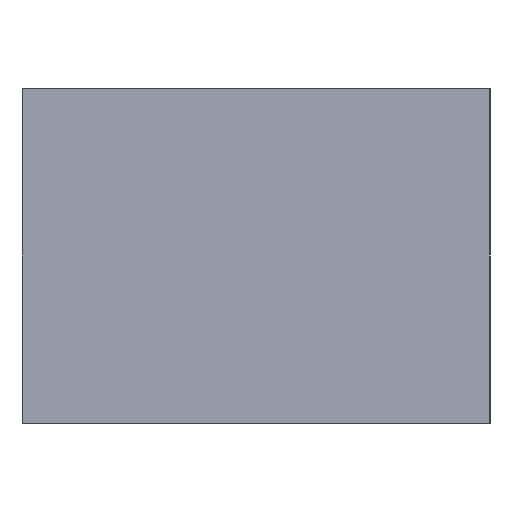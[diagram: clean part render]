
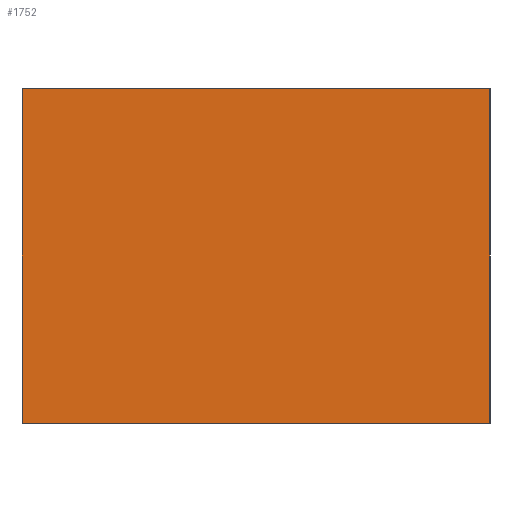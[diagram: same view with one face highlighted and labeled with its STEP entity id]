
A CAD part, left-side view. The second image highlights one B-rep face of the part: STEP entity #1752.
In plain terms, the highlighted planar face has unit normal (-1, 0, 0).
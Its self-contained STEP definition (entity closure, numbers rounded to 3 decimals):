
#42 = LINE ( 'NONE', #665, #1194 ) ;
#63 = EDGE_LOOP ( 'NONE', ( #1848, #1945, #1068, #641 ) ) ;
#82 = CARTESIAN_POINT ( 'NONE',  ( -2., 22., 0. ) ) ;
#117 = DIRECTION ( 'NONE',  ( 0., 0., -1. ) ) ;
#271 = VECTOR ( 'NONE', #2271, 1000. ) ;
#382 = EDGE_CURVE ( 'NONE', #2173, #1113, #2104, .T. ) ;
#415 = CARTESIAN_POINT ( 'NONE',  ( -2., -6., 20. ) ) ;
#480 = LINE ( 'NONE', #725, #511 ) ;
#511 = VECTOR ( 'NONE', #888, 1000. ) ;
#641 = ORIENTED_EDGE ( 'NONE', *, *, #382, .T. ) ;
#665 = CARTESIAN_POINT ( 'NONE',  ( -2., -6., 20. ) ) ;
#697 = EDGE_CURVE ( 'NONE', #1113, #1109, #480, .T. ) ;
#725 = CARTESIAN_POINT ( 'NONE',  ( -2., 22., 0. ) ) ;
#888 = DIRECTION ( 'NONE',  ( 0., -1., 0. ) ) ;
#950 = FACE_OUTER_BOUND ( 'NONE', #63, .T. ) ;
#1068 = ORIENTED_EDGE ( 'NONE', *, *, #1817, .T. ) ;
#1071 = DIRECTION ( 'NONE',  ( 0., 0., 1. ) ) ;
#1097 = AXIS2_PLACEMENT_3D ( 'NONE', #1771, #1762, #1071 ) ;
#1109 = VERTEX_POINT ( 'NONE', #1437 ) ;
#1113 = VERTEX_POINT ( 'NONE', #1991 ) ;
#1194 = VECTOR ( 'NONE', #117, 1000. ) ;
#1227 = LINE ( 'NONE', #2181, #2097 ) ;
#1369 = VERTEX_POINT ( 'NONE', #415 ) ;
#1400 = PLANE ( 'NONE',  #1097 ) ;
#1437 = CARTESIAN_POINT ( 'NONE',  ( -2., -6., 0. ) ) ;
#1696 = CARTESIAN_POINT ( 'NONE',  ( -2., 22., 20. ) ) ;
#1752 = ADVANCED_FACE ( 'NONE', ( #950 ), #1400, .T. ) ;
#1760 = EDGE_CURVE ( 'NONE', #1369, #1109, #42, .T. ) ;
#1762 = DIRECTION ( 'NONE',  ( -1., 0., 0. ) ) ;
#1771 = CARTESIAN_POINT ( 'NONE',  ( -2., 0., 0. ) ) ;
#1817 = EDGE_CURVE ( 'NONE', #1369, #2173, #1227, .T. ) ;
#1848 = ORIENTED_EDGE ( 'NONE', *, *, #697, .T. ) ;
#1945 = ORIENTED_EDGE ( 'NONE', *, *, #1760, .F. ) ;
#1991 = CARTESIAN_POINT ( 'NONE',  ( -2., 22., 0. ) ) ;
#1994 = DIRECTION ( 'NONE',  ( 0., 1., 0. ) ) ;
#2097 = VECTOR ( 'NONE', #1994, 1000. ) ;
#2104 = LINE ( 'NONE', #82, #271 ) ;
#2173 = VERTEX_POINT ( 'NONE', #1696 ) ;
#2181 = CARTESIAN_POINT ( 'NONE',  ( -2., 22., 20. ) ) ;
#2271 = DIRECTION ( 'NONE',  ( 0., 0., -1. ) ) ;
